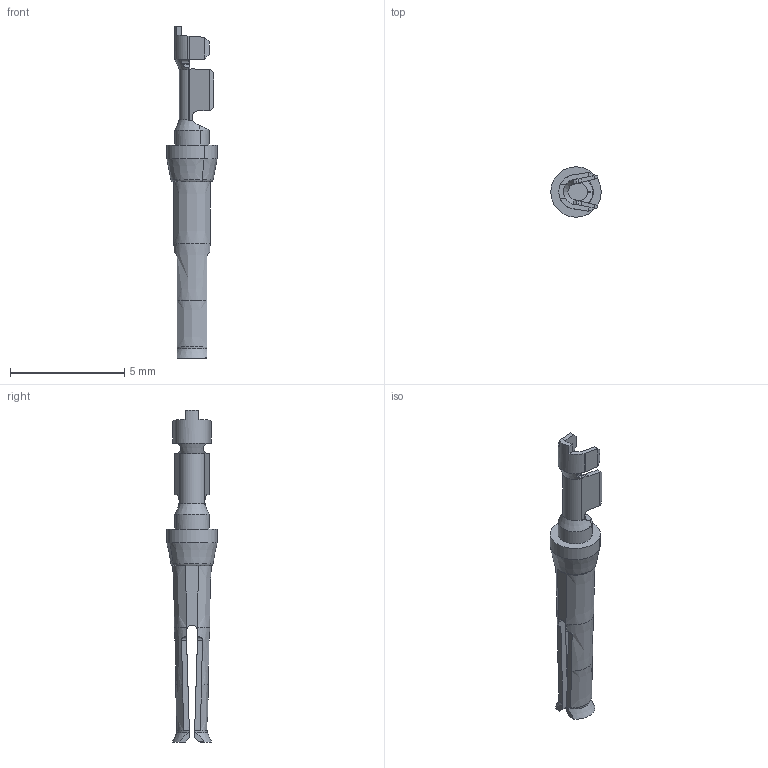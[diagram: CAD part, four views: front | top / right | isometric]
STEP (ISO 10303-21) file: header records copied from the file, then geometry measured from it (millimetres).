
FILE_DESCRIPTION(('CATIA V5 STEP Exchange','CAx-IF Rec.Pracs.--- Model Styling and Organization---1.2---2011-12-15'),'2;1');
FILE_NAME ('018589-3_1', '2018-08-24T16:42:14+00:00', ('none'), ('Weidmueller'), 'CATIA Version 5-6 Release 2014', 'CATIA V5 STEP AP214', 'none');
FILE_SCHEMA(('AUTOMOTIVE_DESIGN { 1 0 10303 214 1 1 1 1 }'));
Length unit declared in the file: millimetre
Products named in the file (1): 1682430000
Bounding box: 2.2 x 2.2 x 14.5 mm (x, y, z)
Volume: 16.6 mm3; surface area: 110.2 mm2
Topology: 2 solids, 2 shells, 178 faces, 504 edges, 329 vertices
Faces by surface type: plane 91, cylinder 44, cone 27, bspline 6, sphere 4, extrusion 4, torus 2
Entity records: 6030 total; most frequent: CARTESIAN_POINT 2092, ORIENTED_EDGE 1004, DIRECTION 509, EDGE_CURVE 502, VERTEX_POINT 329, VECTOR 219, LINE 215, AXIS2_PLACEMENT_3D 196
